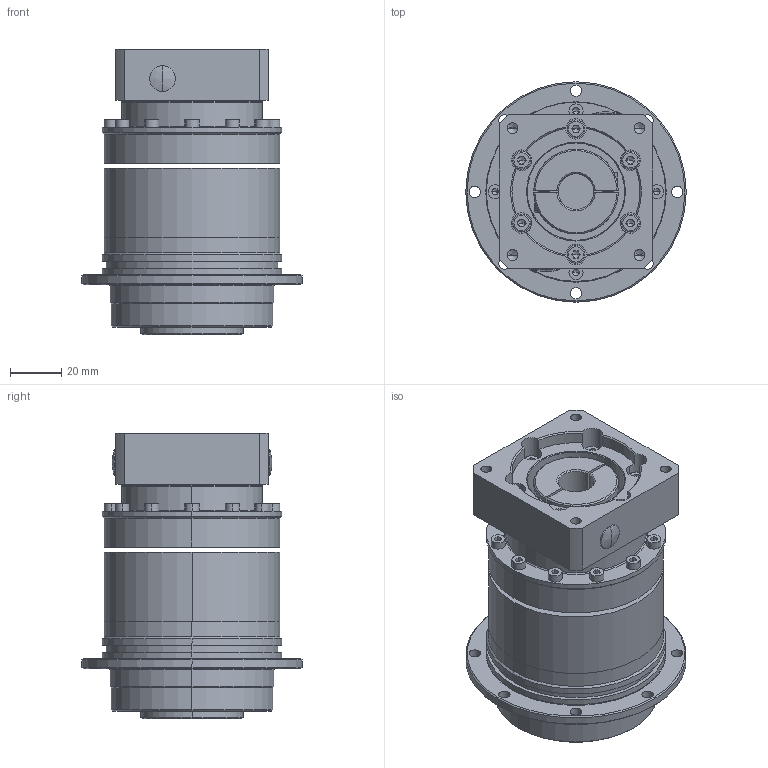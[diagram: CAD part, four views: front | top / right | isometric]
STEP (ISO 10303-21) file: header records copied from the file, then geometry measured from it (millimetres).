
FILE_DESCRIPTION (( 'STEP AP203' ), '1' );
FILE_NAME ('PHY064邧僇俋夤.STEP', '2018-03-12T00:52:35', ( 'Sky123.Org' ), ( 'Sky123.Org' ), 'SwSTEP 2.0', 'SolidWorks 2012', '' );
FILE_SCHEMA (( 'CONFIG_CONTROL_DESIGN' ));
Length unit declared in the file: millimetre
Products named in the file (1): PHY064邧僇俋夤
Bounding box: 86 x 86 x 111.5 mm (x, y, z)
Volume: 343905.1 mm3; surface area: 86475.7 mm2
Topology: 30 solids, 30 shells, 1139 faces, 2627 edges, 1542 vertices
Faces by surface type: plane 401, cone 343, cylinder 339, torus 34, bspline 18, sphere 4
Entity records: 32689 total; most frequent: CARTESIAN_POINT 6409, DIRECTION 5896, ORIENTED_EDGE 5154, EDGE_CURVE 2577, AXIS2_PLACEMENT_3D 2303, VERTEX_POINT 1542, VECTOR 1290, LINE 1290
